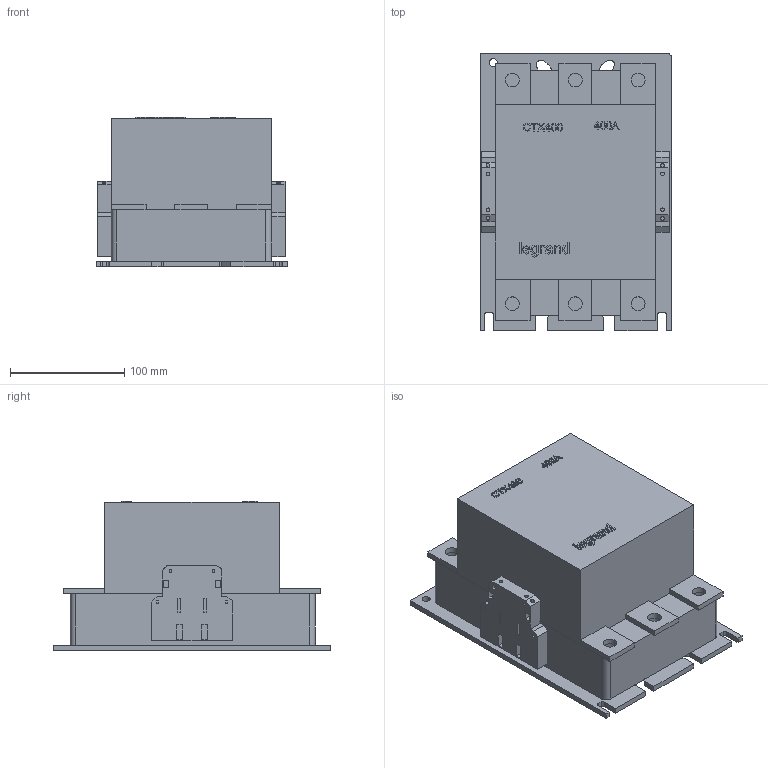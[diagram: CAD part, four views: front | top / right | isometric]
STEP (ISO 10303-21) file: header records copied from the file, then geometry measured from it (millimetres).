
FILE_DESCRIPTION(/* description */ (''),/* implementation_level */ '2;1');
FILE_NAME(/* name */ '416306 v1.step',/* time_stamp */ '2018-06-20T03:49:03+03:00',/* author */ (''),/* organization */ (''),/* preprocessor_version */ 'ST-DEVELOPER v17',/* originating_system */ 'Autodesk Translation Framework v7.1.0.215',/* authorisation */ '');
FILE_SCHEMA (('AUTOMOTIVE_DESIGN { 1 0 10303 214 3 1 1 }'));
Length unit declared in the file: millimetre
Products named in the file (2): 416306; 416306_1
Assembly tree (1 placements, depth 2):
  416306
    416306_1
Bounding box: 167.75 x 243 x 131 mm (x, y, z)
Volume: 3720265.3 mm3; surface area: 348628 mm2
Topology: 26 solids, 26 shells, 561 faces, 1479 edges, 986 vertices
Faces by surface type: plane 498, cylinder 59, bspline 4
Entity records: 17499 total; most frequent: CARTESIAN_POINT 3313, ORIENTED_EDGE 2958, DIRECTION 2709, EDGE_CURVE 1479, LINE 1353, VECTOR 1353, VERTEX_POINT 986, AXIS2_PLACEMENT_3D 678
